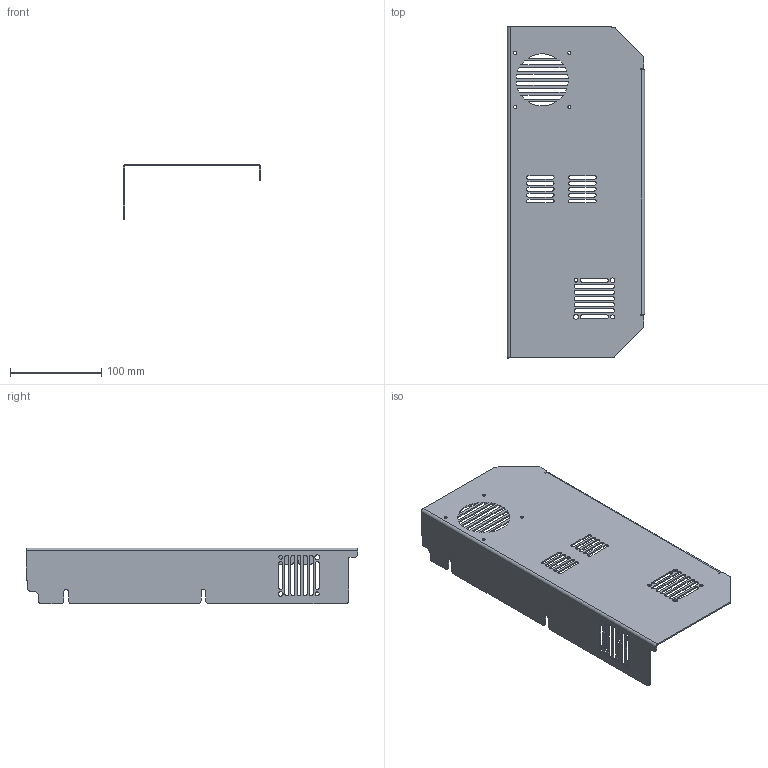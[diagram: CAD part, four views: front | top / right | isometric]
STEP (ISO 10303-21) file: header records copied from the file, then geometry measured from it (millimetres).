
FILE_DESCRIPTION(/* description */ ('TAPA ELECTRONICA'),/* implementation_level */ '2;1');
FILE_NAME(/* name */ 'C04H030046-electonic metal sheet-cover_003.stp',/* time_stamp */ '2014-12-22T15:00:30+01:00',/* author */ ('MARCHA TECHNOLOGY'),/* organization */ ('MARCHA TECHNOLOGY'),/* preprocessor_version */ 'ST-DEVELOPER v15.6',/* originating_system */ 'Autodesk Inventor 2015',/* authorisation */ '');
FILE_SCHEMA (('CONFIG_CONTROL_DESIGN'));
Length unit declared in the file: millimetre
Products named in the file (1): C04H030046-electonic metal sheet-cover_003
Bounding box: 150 x 363 x 61 mm (x, y, z)
Volume: 108478.7 mm3; surface area: 150666 mm2
Topology: 1 solids, 1 shells, 208 faces, 628 edges, 422 vertices
Faces by surface type: cylinder 107, plane 101
Full cylindrical faces by diameter (mm): 2.459 x2, 3.242 x4, 4.2 x4, 5.2 x4
Entity records: 7174 total; most frequent: DIRECTION 1236, CARTESIAN_POINT 1225, ORIENTED_EDGE 1208, EDGE_CURVE 604, AXIS2_PLACEMENT_3D 423, VERTEX_POINT 412, LINE 390, VECTOR 390
